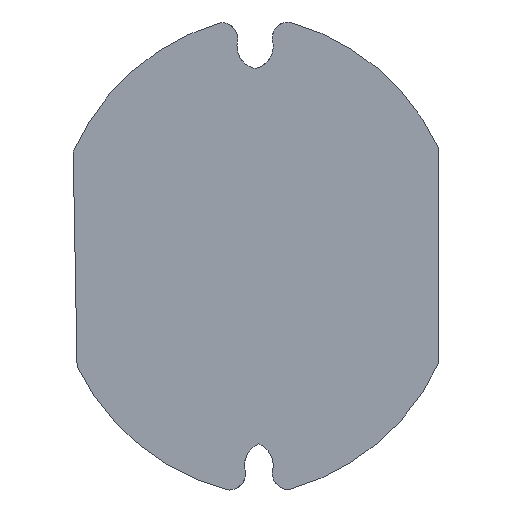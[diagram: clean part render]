
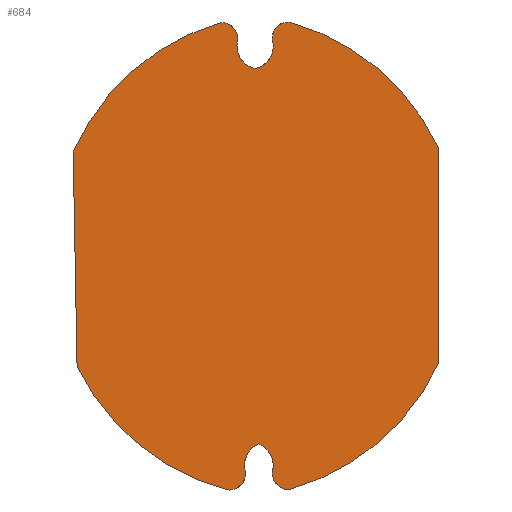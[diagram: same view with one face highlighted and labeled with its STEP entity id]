
A CAD part, front view. The second image highlights one B-rep face of the part: STEP entity #684.
In plain terms, the highlighted planar face has unit normal (0, -1, 0).
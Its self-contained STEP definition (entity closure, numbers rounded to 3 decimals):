
#25=PLANE('',#787);
#52=LINE('',#1387,#91);
#61=LINE('',#1429,#100);
#91=VECTOR('',#940,10.);
#100=VECTOR('',#987,10.);
#169=FACE_OUTER_BOUND('',#210,.T.);
#210=EDGE_LOOP('',(#628,#629,#630,#631,#632,#633,#634,#635,#636,#637,#638,
#639,#640,#641));
#249=CIRCLE('',#749,0.33);
#251=CIRCLE('',#752,0.33);
#253=CIRCLE('',#755,0.23);
#255=CIRCLE('',#758,3.301);
#257=CIRCLE('',#762,3.301);
#259=CIRCLE('',#765,0.23);
#261=CIRCLE('',#768,0.33);
#263=CIRCLE('',#771,0.33);
#265=CIRCLE('',#774,0.23);
#267=CIRCLE('',#777,3.301);
#269=CIRCLE('',#781,3.301);
#271=CIRCLE('',#784,0.23);
#311=VERTEX_POINT('',#1359);
#312=VERTEX_POINT('',#1360);
#315=VERTEX_POINT('',#1368);
#317=VERTEX_POINT('',#1374);
#319=VERTEX_POINT('',#1380);
#321=VERTEX_POINT('',#1386);
#323=VERTEX_POINT('',#1392);
#325=VERTEX_POINT('',#1398);
#327=VERTEX_POINT('',#1404);
#329=VERTEX_POINT('',#1410);
#331=VERTEX_POINT('',#1416);
#333=VERTEX_POINT('',#1422);
#335=VERTEX_POINT('',#1428);
#337=VERTEX_POINT('',#1434);
#398=EDGE_CURVE('',#311,#312,#249,.T.);
#402=EDGE_CURVE('',#312,#315,#251,.T.);
#405=EDGE_CURVE('',#317,#315,#253,.T.);
#408=EDGE_CURVE('',#319,#317,#255,.T.);
#411=EDGE_CURVE('',#321,#319,#52,.T.);
#414=EDGE_CURVE('',#323,#321,#257,.T.);
#417=EDGE_CURVE('',#325,#323,#259,.T.);
#420=EDGE_CURVE('',#325,#327,#261,.T.);
#423=EDGE_CURVE('',#327,#329,#263,.T.);
#426=EDGE_CURVE('',#331,#329,#265,.T.);
#429=EDGE_CURVE('',#333,#331,#267,.T.);
#432=EDGE_CURVE('',#335,#333,#61,.T.);
#435=EDGE_CURVE('',#337,#335,#269,.T.);
#438=EDGE_CURVE('',#311,#337,#271,.T.);
#628=ORIENTED_EDGE('',*,*,#438,.F.);
#629=ORIENTED_EDGE('',*,*,#398,.T.);
#630=ORIENTED_EDGE('',*,*,#402,.T.);
#631=ORIENTED_EDGE('',*,*,#405,.F.);
#632=ORIENTED_EDGE('',*,*,#408,.F.);
#633=ORIENTED_EDGE('',*,*,#411,.F.);
#634=ORIENTED_EDGE('',*,*,#414,.F.);
#635=ORIENTED_EDGE('',*,*,#417,.F.);
#636=ORIENTED_EDGE('',*,*,#420,.T.);
#637=ORIENTED_EDGE('',*,*,#423,.T.);
#638=ORIENTED_EDGE('',*,*,#426,.F.);
#639=ORIENTED_EDGE('',*,*,#429,.F.);
#640=ORIENTED_EDGE('',*,*,#432,.F.);
#641=ORIENTED_EDGE('',*,*,#435,.F.);
#684=ADVANCED_FACE('',(#169),#25,.F.);
#749=AXIS2_PLACEMENT_3D('',#1361,#911,#912);
#752=AXIS2_PLACEMENT_3D('',#1369,#919,#920);
#755=AXIS2_PLACEMENT_3D('',#1375,#926,#927);
#758=AXIS2_PLACEMENT_3D('',#1381,#933,#934);
#762=AXIS2_PLACEMENT_3D('',#1393,#945,#946);
#765=AXIS2_PLACEMENT_3D('',#1399,#952,#953);
#768=AXIS2_PLACEMENT_3D('',#1405,#959,#960);
#771=AXIS2_PLACEMENT_3D('',#1411,#966,#967);
#774=AXIS2_PLACEMENT_3D('',#1417,#973,#974);
#777=AXIS2_PLACEMENT_3D('',#1423,#980,#981);
#781=AXIS2_PLACEMENT_3D('',#1435,#992,#993);
#784=AXIS2_PLACEMENT_3D('',#1440,#999,#1000);
#787=AXIS2_PLACEMENT_3D('',#1443,#1005,#1006);
#911=DIRECTION('center_axis',(0.,1.,0.));
#912=DIRECTION('ref_axis',(-0.975,0.,-0.223));
#919=DIRECTION('center_axis',(0.,1.,0.));
#920=DIRECTION('ref_axis',(0.225,0.,0.974));
#926=DIRECTION('center_axis',(0.,1.,0.));
#927=DIRECTION('ref_axis',(0.044,0.,-0.999));
#933=DIRECTION('center_axis',(0.,1.,0.));
#934=DIRECTION('ref_axis',(0.909,0.,-0.417));
#940=DIRECTION('',(0.,0.,-1.));
#945=DIRECTION('center_axis',(0.,1.,0.));
#946=DIRECTION('ref_axis',(0.262,0.,0.965));
#952=DIRECTION('center_axis',(0.,1.,0.));
#953=DIRECTION('ref_axis',(-0.979,0.,-0.206));
#959=DIRECTION('center_axis',(0.,1.,0.));
#960=DIRECTION('ref_axis',(0.979,0.,0.206));
#966=DIRECTION('center_axis',(0.,1.,0.));
#967=DIRECTION('ref_axis',(-0.207,0.,-0.978));
#973=DIRECTION('center_axis',(0.,1.,0.));
#974=DIRECTION('ref_axis',(-0.062,0.,0.998));
#980=DIRECTION('center_axis',(0.,1.,0.));
#981=DIRECTION('ref_axis',(-0.916,0.,0.401));
#987=DIRECTION('',(-0.018,0.,1.));
#992=DIRECTION('center_axis',(0.,1.,0.));
#993=DIRECTION('ref_axis',(-0.244,0.,-0.97));
#999=DIRECTION('center_axis',(0.,1.,0.));
#1000=DIRECTION('ref_axis',(0.975,0.,0.223));
#1005=DIRECTION('center_axis',(0.,1.,0.));
#1006=DIRECTION('ref_axis',(1.,0.,0.));
#1359=CARTESIAN_POINT('',(9.274,0.,-4.36));
#1360=CARTESIAN_POINT('',(9.467,0.,-3.982));
#1361=CARTESIAN_POINT('Origin',(9.595,0.,-4.286));
#1368=CARTESIAN_POINT('',(9.668,0.,-4.356));
#1369=CARTESIAN_POINT('Origin',(9.345,0.,-4.289));
#1374=CARTESIAN_POINT('',(9.903,0.,-4.634));
#1375=CARTESIAN_POINT('Origin',(9.893,0.,-4.404));
#1380=CARTESIAN_POINT('',(12.039,0.,-2.825));
#1381=CARTESIAN_POINT('Origin',(9.039,0.,-1.447));
#1386=CARTESIAN_POINT('',(12.039,0.,0.231));
#1387=CARTESIAN_POINT('',(12.039,0.,0.231));
#1392=CARTESIAN_POINT('',(9.903,0.,2.039));
#1393=CARTESIAN_POINT('Origin',(9.039,0.,-1.147));
#1398=CARTESIAN_POINT('',(9.668,0.,1.762));
#1399=CARTESIAN_POINT('Origin',(9.893,0.,1.81));
#1404=CARTESIAN_POINT('',(9.419,0.,1.373));
#1405=CARTESIAN_POINT('Origin',(9.345,0.,1.694));
#1410=CARTESIAN_POINT('',(9.163,0.,1.758));
#1411=CARTESIAN_POINT('Origin',(9.487,0.,1.696));
#1416=CARTESIAN_POINT('',(8.923,0.,2.03));
#1417=CARTESIAN_POINT('Origin',(8.937,0.,1.801));
#1422=CARTESIAN_POINT('',(6.82,0.,0.184));
#1423=CARTESIAN_POINT('Origin',(9.844,0.,-1.14));
#1428=CARTESIAN_POINT('',(6.875,0.,-2.872));
#1429=CARTESIAN_POINT('',(6.875,0.,-2.872));
#1434=CARTESIAN_POINT('',(9.043,0.,-4.641));
#1435=CARTESIAN_POINT('Origin',(9.85,0.,-1.44));
#1440=CARTESIAN_POINT('Origin',(9.049,0.,-4.411));
#1443=CARTESIAN_POINT('Origin',(9.429,0.,-1.301));
